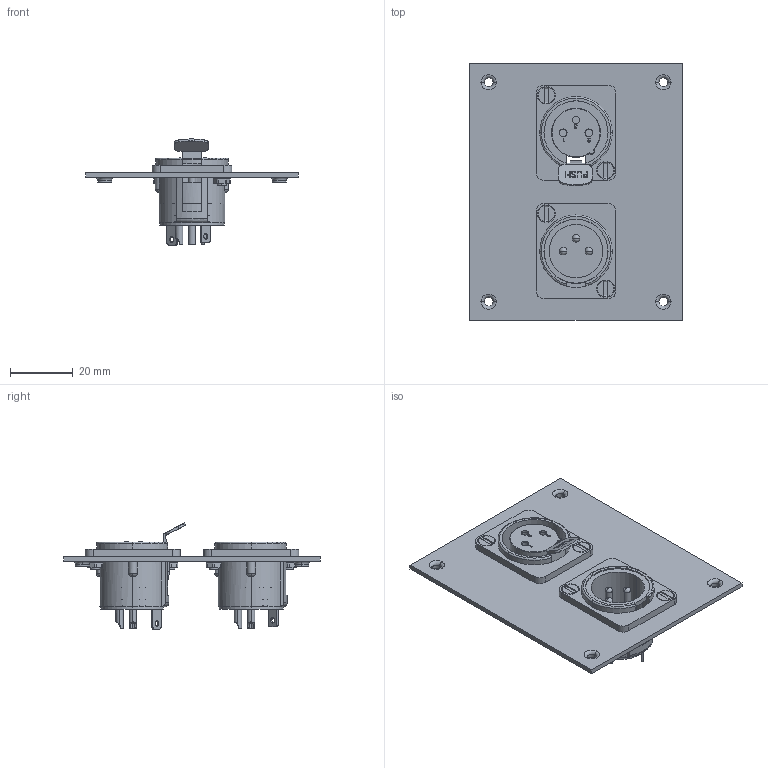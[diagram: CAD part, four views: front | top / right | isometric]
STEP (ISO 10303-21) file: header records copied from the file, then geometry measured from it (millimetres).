
FILE_DESCRIPTION (( 'STEP AP214' ), '1' );
FILE_NAME ('USP2XLRMF.STEP', '2007-12-04T15:06:07', ( ' ' ), ( ' ' ), 'SwSTEP 2.0', 'SolidWorks 2007', '' );
FILE_SCHEMA (( 'AUTOMOTIVE_DESIGN' ));
Length unit declared in the file: inch
Products named in the file (7): 1AA13-045; 1AP07-004; 3AA01-028_.250" long; 1AA13-046; 3AA02-015_4-40 SMALL PATTERN NUT; #4 lock washer; USP2XLRMF
Assembly tree (15 placements, depth 2):
  USP2XLRMF
    #4 lock washer  x4
    3AA02-015_4-40 SMALL PATTERN NUT  x4
    3AA01-028_.250" long  x4
    1AA13-046
    1AP07-004
    1AA13-045
Bounding box: 68.07 x 82.04 x 33.93 mm (x, y, z)
Volume: 19288.9 mm3; surface area: 23128.3 mm2
Topology: 15 solids, 16 shells, 624 faces, 1613 edges, 1044 vertices
Faces by surface type: plane 250, cylinder 211, torus 79, bspline 68, cone 16
Entity records: 24231 total; most frequent: CARTESIAN_POINT 7387, ORIENTED_EDGE 2770, DIRECTION 2617, EDGE_CURVE 1385, AXIS2_PLACEMENT_3D 980, VERTEX_POINT 894, LINE 657, VECTOR 657
